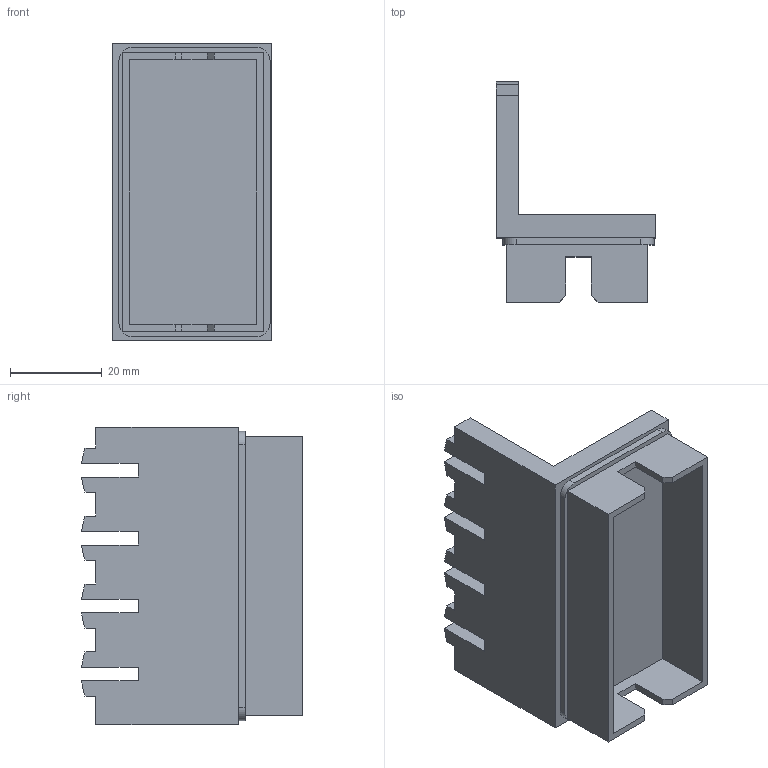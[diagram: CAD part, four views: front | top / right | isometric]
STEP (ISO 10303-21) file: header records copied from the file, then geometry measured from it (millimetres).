
FILE_DESCRIPTION(/* description */ ('STEP AP214'),/* implementation_level */ '2;1');
FILE_NAME(/* name */ '8066768_VMPA14-MPM-EMM-4',/* time_stamp */ '2024-09-16T17:23:29+02:00',/* author */ ('License CC BY-ND 4.0'),/* organization */ ('CADENAS'),/* preprocessor_version */ 'ST-DEVELOPER v19.3',/* originating_system */ 'PARTsolutions',/* authorisation */ ' ');
FILE_SCHEMA (('AUTOMOTIVE_DESIGN {1 0 10303 214 3 1 1}'));
Length unit declared in the file: millimetre
Products named in the file (1): 8066768 VMPA14-MPM-EMM-4
Bounding box: 34.8 x 48.05 x 64.8 mm (x, y, z)
Volume: 23991.6 mm3; surface area: 15077.4 mm2
Topology: 1 solids, 1 shells, 90 faces, 236 edges, 160 vertices
Faces by surface type: plane 68, cylinder 22
Full cylindrical faces by diameter (mm): 5.1 x2, 8 x8
Entity records: 2676 total; most frequent: CARTESIAN_POINT 461, DIRECTION 444, ORIENTED_EDGE 436, EDGE_CURVE 218, LINE 174, VECTOR 174, VERTEX_POINT 152, AXIS2_PLACEMENT_3D 135
